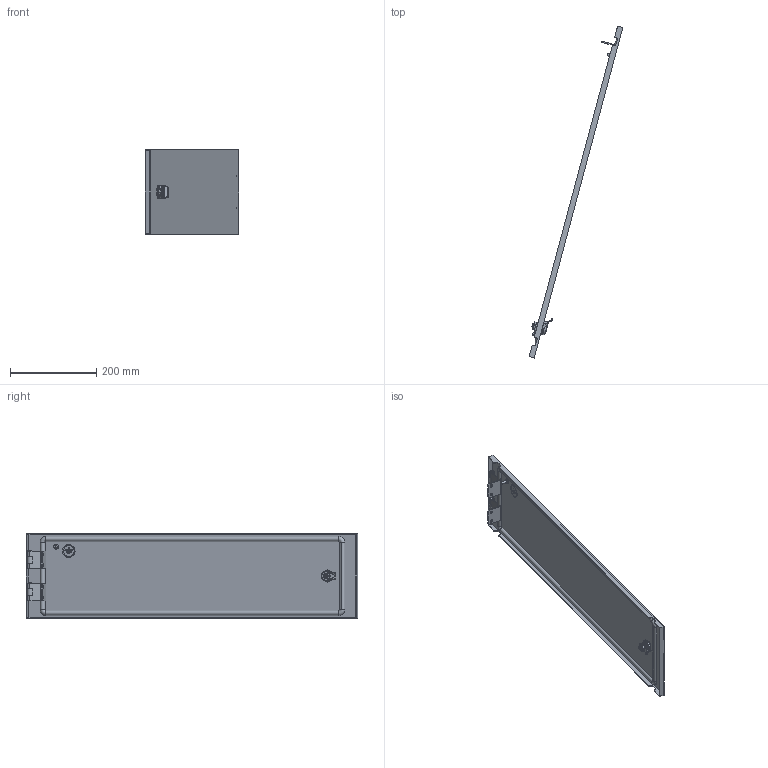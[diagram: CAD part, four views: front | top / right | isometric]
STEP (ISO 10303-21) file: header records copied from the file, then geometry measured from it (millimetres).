
FILE_DESCRIPTION (( 'STEP AP203' ), '1' );
FILE_NAME ('FO-00-ESD-020-080 FORMAT Äâåðü ñåêö. âíåø. 200õ800 IEK.STEP', '2024-07-09T08:47:38', ( '' ), ( '' ), 'SwSTEP 2.0', 'SolidWorks 2022', '' );
FILE_SCHEMA (( 'CONFIG_CONTROL_DESIGN' ));
Products named in the file (1): FO-00-ESD-020-080 FORMAT Дверь секц. внеш. 200х800 IEK
Bounding box: 217.64 x 771.19 x 196 mm (x, y, z)
Volume: 488582.6 mm3; surface area: 397334.1 mm2
Topology: 7 solids, 13 shells, 1040 faces, 2865 edges, 1813 vertices
Faces by surface type: plane 342, cylinder 329, bspline 217, cone 62, sphere 57, torus 33
Entity records: 58220 total; most frequent: CARTESIAN_POINT 33754, ORIENTED_EDGE 5712, DIRECTION 4328, EDGE_CURVE 2856, VERTEX_POINT 1812, AXIS2_PLACEMENT_3D 1552, VECTOR 1224, LINE 1224
